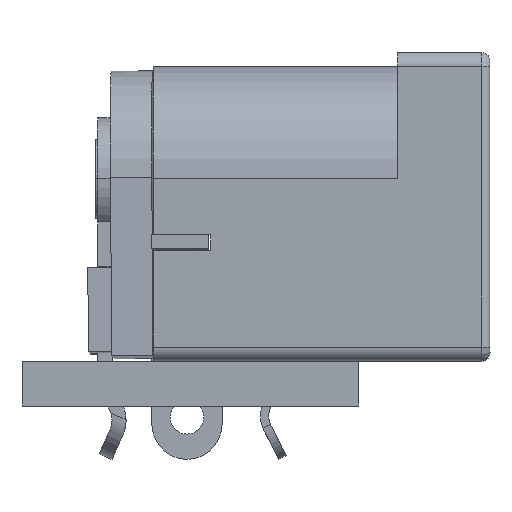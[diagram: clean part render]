
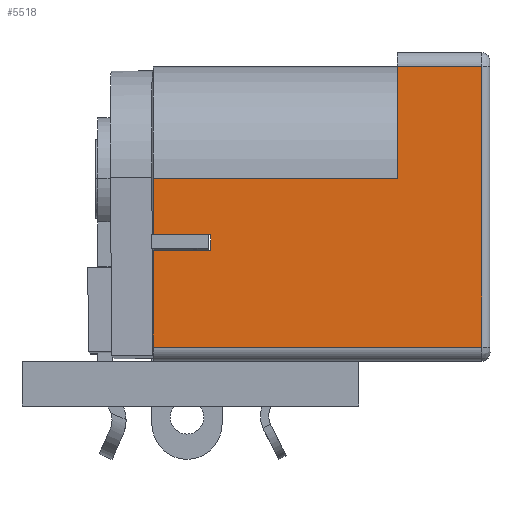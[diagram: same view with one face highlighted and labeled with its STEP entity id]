
A CAD part, left-side view. The second image highlights one B-rep face of the part: STEP entity #5518.
In plain terms, the highlighted planar face has unit normal (-1, 0, 0).
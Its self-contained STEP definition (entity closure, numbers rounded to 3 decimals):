
#15 = CARTESIAN_POINT ( 'NONE',  ( -4.5, 0.5, -12. ) ) ;
#136 = VERTEX_POINT ( 'NONE', #7097 ) ;
#277 = CARTESIAN_POINT ( 'NONE',  ( -4.5, 0.5, -3.3 ) ) ;
#388 = FACE_OUTER_BOUND ( 'NONE', #3363, .T. ) ;
#466 = CARTESIAN_POINT ( 'NONE',  ( -4.5, 0.5, -0.3 ) ) ;
#521 = LINE ( 'NONE', #15, #1518 ) ;
#531 = VECTOR ( 'NONE', #2190, 1000. ) ;
#548 = CARTESIAN_POINT ( 'NONE',  ( -4.5, 6.5, -3.3 ) ) ;
#800 = CARTESIAN_POINT ( 'NONE',  ( -4.5, 10.5, -0.3 ) ) ;
#876 = DIRECTION ( 'NONE',  ( -1., 0., 0. ) ) ;
#998 = LINE ( 'NONE', #466, #8209 ) ;
#1044 = CARTESIAN_POINT ( 'NONE',  ( -4.5, 0.5, -12. ) ) ;
#1218 = CARTESIAN_POINT ( 'NONE',  ( -4.5, 3.95, -9.95 ) ) ;
#1338 = EDGE_CURVE ( 'NONE', #2359, #4436, #2069, .T. ) ;
#1482 = VERTEX_POINT ( 'NONE', #800 ) ;
#1518 = VECTOR ( 'NONE', #2142, 1000. ) ;
#1622 = VECTOR ( 'NONE', #7479, 1000. ) ;
#1764 = DIRECTION ( 'NONE',  ( 0., 0., -1. ) ) ;
#1872 = CARTESIAN_POINT ( 'NONE',  ( -4.5, 4.5, -12. ) ) ;
#1943 = VERTEX_POINT ( 'NONE', #3340 ) ;
#1971 = DIRECTION ( 'NONE',  ( 0., 0., -1. ) ) ;
#1999 = DIRECTION ( 'NONE',  ( 0., -1., 0. ) ) ;
#2037 = CARTESIAN_POINT ( 'NONE',  ( -4.5, 4.5, -9.95 ) ) ;
#2069 = LINE ( 'NONE', #277, #5589 ) ;
#2142 = DIRECTION ( 'NONE',  ( 0., -1., 0. ) ) ;
#2190 = DIRECTION ( 'NONE',  ( 0., 1., 0. ) ) ;
#2219 = ORIENTED_EDGE ( 'NONE', *, *, #2430, .T. ) ;
#2252 = CARTESIAN_POINT ( 'NONE',  ( -4.5, 0.5, -12. ) ) ;
#2359 = VERTEX_POINT ( 'NONE', #6781 ) ;
#2387 = ORIENTED_EDGE ( 'NONE', *, *, #4650, .T. ) ;
#2430 = EDGE_CURVE ( 'NONE', #4436, #7334, #8545, .T. ) ;
#2484 = DIRECTION ( 'NONE',  ( 0., 0., 1. ) ) ;
#2498 = VERTEX_POINT ( 'NONE', #7054 ) ;
#2537 = DIRECTION ( 'NONE',  ( 0., 1., 0. ) ) ;
#2605 = LINE ( 'NONE', #1872, #1622 ) ;
#2617 = CARTESIAN_POINT ( 'NONE',  ( -4.5, 6.5, -12. ) ) ;
#2801 = EDGE_CURVE ( 'NONE', #2498, #1482, #998, .T. ) ;
#3120 = ORIENTED_EDGE ( 'NONE', *, *, #4900, .F. ) ;
#3165 = CARTESIAN_POINT ( 'NONE',  ( -4.5, 0.5, -12. ) ) ;
#3340 = CARTESIAN_POINT ( 'NONE',  ( -4.5, 3.95, -12. ) ) ;
#3363 = EDGE_LOOP ( 'NONE', ( #5847, #6856, #2219, #8611, #8266, #3120, #8172, #2387, #3432, #5890 ) ) ;
#3432 = ORIENTED_EDGE ( 'NONE', *, *, #5700, .T. ) ;
#3550 = CARTESIAN_POINT ( 'NONE',  ( -4.5, 4.5, -12. ) ) ;
#3586 = DIRECTION ( 'NONE',  ( 0., 0., -1. ) ) ;
#3782 = VERTEX_POINT ( 'NONE', #2037 ) ;
#4119 = LINE ( 'NONE', #5959, #5221 ) ;
#4270 = EDGE_CURVE ( 'NONE', #136, #3782, #2605, .T. ) ;
#4436 = VERTEX_POINT ( 'NONE', #548 ) ;
#4650 = EDGE_CURVE ( 'NONE', #1943, #7236, #521, .T. ) ;
#4900 = EDGE_CURVE ( 'NONE', #7640, #3782, #6767, .T. ) ;
#5221 = VECTOR ( 'NONE', #1764, 1000. ) ;
#5380 = VECTOR ( 'NONE', #3586, 1000. ) ;
#5390 = DIRECTION ( 'NONE',  ( 0., 1., 0. ) ) ;
#5518 = ADVANCED_FACE ( 'NONE', ( #388 ), #5787, .T. ) ;
#5578 = AXIS2_PLACEMENT_3D ( 'NONE', #2252, #876, #6402 ) ;
#5589 = VECTOR ( 'NONE', #1999, 1000. ) ;
#5700 = EDGE_CURVE ( 'NONE', #7236, #2498, #7848, .T. ) ;
#5753 = EDGE_CURVE ( 'NONE', #1482, #2359, #4119, .T. ) ;
#5787 = PLANE ( 'NONE',  #5578 ) ;
#5847 = ORIENTED_EDGE ( 'NONE', *, *, #5753, .T. ) ;
#5890 = ORIENTED_EDGE ( 'NONE', *, *, #2801, .T. ) ;
#5959 = CARTESIAN_POINT ( 'NONE',  ( -4.5, 10.5, -12. ) ) ;
#6285 = EDGE_CURVE ( 'NONE', #7640, #1943, #7241, .T. ) ;
#6345 = CARTESIAN_POINT ( 'NONE',  ( -4.5, 3.95, -12. ) ) ;
#6402 = DIRECTION ( 'NONE',  ( 0., 0., 1. ) ) ;
#6511 = CARTESIAN_POINT ( 'NONE',  ( -4.5, 3.95, -9.95 ) ) ;
#6698 = VECTOR ( 'NONE', #1971, 1000. ) ;
#6767 = LINE ( 'NONE', #1218, #8066 ) ;
#6781 = CARTESIAN_POINT ( 'NONE',  ( -4.5, 10.5, -3.3 ) ) ;
#6856 = ORIENTED_EDGE ( 'NONE', *, *, #1338, .T. ) ;
#7005 = EDGE_CURVE ( 'NONE', #136, #7334, #8075, .T. ) ;
#7054 = CARTESIAN_POINT ( 'NONE',  ( -4.5, 0.5, -0.3 ) ) ;
#7097 = CARTESIAN_POINT ( 'NONE',  ( -4.5, 4.5, -12. ) ) ;
#7236 = VERTEX_POINT ( 'NONE', #1044 ) ;
#7241 = LINE ( 'NONE', #6345, #5380 ) ;
#7334 = VERTEX_POINT ( 'NONE', #7961 ) ;
#7479 = DIRECTION ( 'NONE',  ( 0., 0., 1. ) ) ;
#7640 = VERTEX_POINT ( 'NONE', #6511 ) ;
#7743 = VECTOR ( 'NONE', #2484, 1000. ) ;
#7848 = LINE ( 'NONE', #3165, #7743 ) ;
#7961 = CARTESIAN_POINT ( 'NONE',  ( -4.5, 6.5, -12. ) ) ;
#8066 = VECTOR ( 'NONE', #2537, 1000. ) ;
#8075 = LINE ( 'NONE', #3550, #531 ) ;
#8172 = ORIENTED_EDGE ( 'NONE', *, *, #6285, .T. ) ;
#8209 = VECTOR ( 'NONE', #5390, 1000. ) ;
#8266 = ORIENTED_EDGE ( 'NONE', *, *, #4270, .T. ) ;
#8545 = LINE ( 'NONE', #2617, #6698 ) ;
#8611 = ORIENTED_EDGE ( 'NONE', *, *, #7005, .F. ) ;
